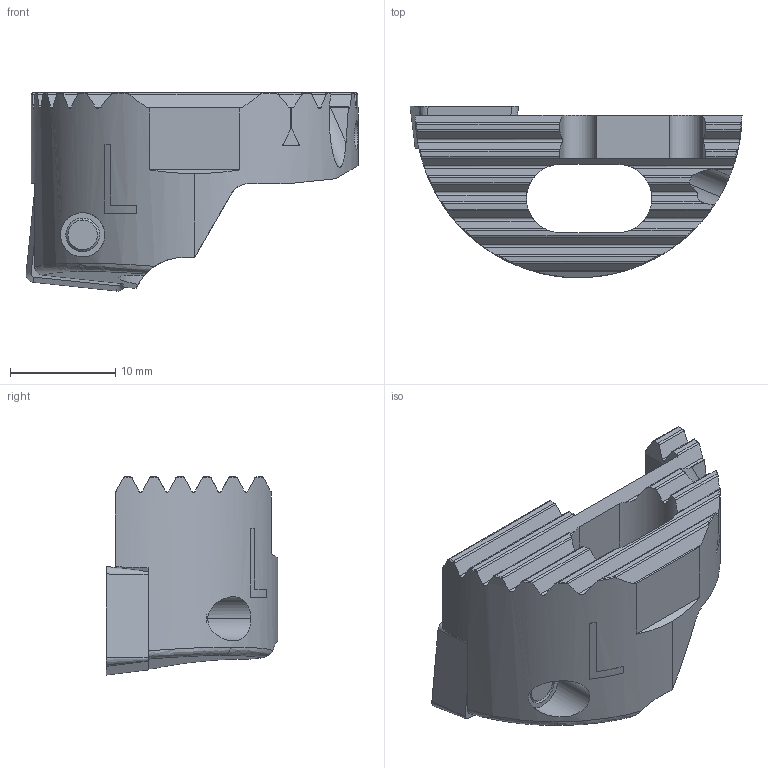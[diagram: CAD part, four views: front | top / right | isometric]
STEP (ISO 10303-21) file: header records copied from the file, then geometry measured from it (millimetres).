
FILE_DESCRIPTION(('no description'),'unknown implementation level');
FILE_NAME('D76C030C-F0CC-4FC5-A961-D475BAC0F14E_export.stp',' ',('CIMSOURCE GmbH'),('CADClick - KiM GmbH - www.kimweb.de'),'unknown preprocess','ACIS','unknown authorization');
FILE_SCHEMA(('automotive_design'));
Length unit declared in the file: millimetre
Products named in the file (3): 639.132 Kaiser 32-42 SW32 SC09 L|654.250 Kaiser SCMT 09T308 P20C;Kombinieren1; 639.132 Kaiser 32-42 SW32 SC09 L|694.141 Kaiser ETL M4x9.2 T15 IP 10S;Kreismuster1; 639.132 Kaiser 32-42 SW32 SC09 L|639.132 Kaiser 32-42 SW32 SC09 L;Marke hinten
Bounding box: 31.5 x 16.27 x 18.8 mm (x, y, z)
Volume: 3105.8 mm3; surface area: 2846.2 mm2
Topology: 3 solids, 3 shells, 218 faces, 601 edges, 391 vertices
Faces by surface type: plane 93, cylinder 88, cone 27, torus 8, bspline 2
Entity records: 15497 total; most frequent: CARTESIAN_POINT 3109, STYLED_ITEM 1213, PRESENTATION_STYLE_ASSIGNMENT 1213, COLOUR_RGB 1213, ORIENTED_EDGE 1202, DIRECTION 1193, EDGE_CURVE 601, CURVE_STYLE 601
